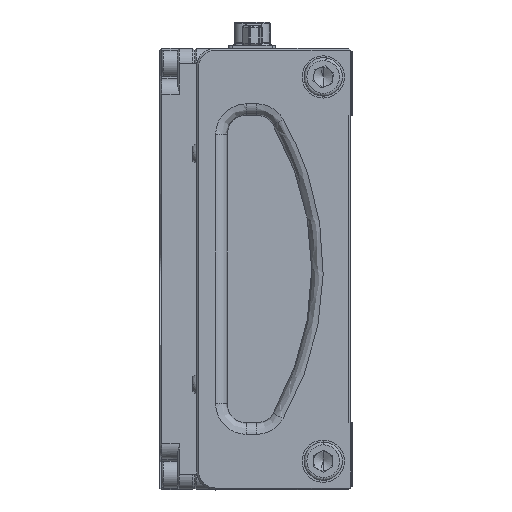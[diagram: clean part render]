
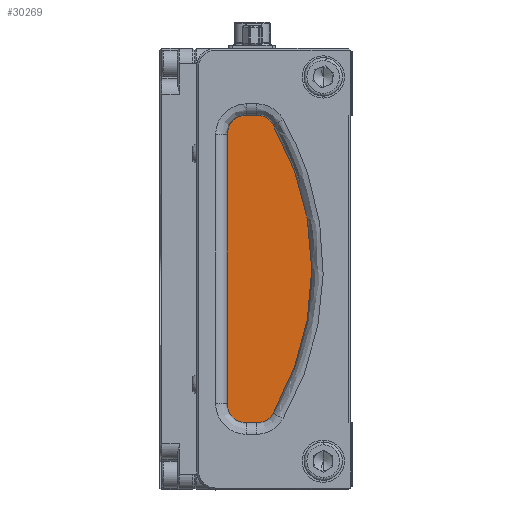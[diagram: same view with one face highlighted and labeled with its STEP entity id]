
A CAD part, left-side view. The second image highlights one B-rep face of the part: STEP entity #30269.
In plain terms, the highlighted planar face has unit normal (-1, 0, 0).
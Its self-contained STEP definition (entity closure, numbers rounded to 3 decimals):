
#95 = DIRECTION ( 'NONE',  ( 0., 0., -1. ) ) ;
#203 = ORIENTED_EDGE ( 'NONE', *, *, #57841, .T. ) ;
#588 = EDGE_CURVE ( 'NONE', #19887, #24499, #40006, .T. ) ;
#812 = CARTESIAN_POINT ( 'NONE',  ( -186.336, 24.878, -92.5 ) ) ;
#1120 = DIRECTION ( 'NONE',  ( 0., 0., 1. ) ) ;
#2943 = CIRCLE ( 'NONE', #30517, 5. ) ;
#4241 = EDGE_CURVE ( 'NONE', #26838, #37522, #44173, .T. ) ;
#4866 = CARTESIAN_POINT ( 'NONE',  ( -186.336, 24.878, -17.5 ) ) ;
#6179 = AXIS2_PLACEMENT_3D ( 'NONE', #33670, #57997, #76031 ) ;
#7367 = LINE ( 'NONE', #42315, #34485 ) ;
#11107 = ORIENTED_EDGE ( 'NONE', *, *, #17876, .T. ) ;
#11828 = AXIS2_PLACEMENT_3D ( 'NONE', #812, #25515, #54940 ) ;
#12648 = CARTESIAN_POINT ( 'NONE',  ( -186.336, 32.5, -92.5 ) ) ;
#13959 = CARTESIAN_POINT ( 'NONE',  ( -186.336, 24.878, -97.5 ) ) ;
#17876 = EDGE_CURVE ( 'NONE', #56719, #19158, #54024, .T. ) ;
#19158 = VERTEX_POINT ( 'NONE', #4866 ) ;
#19887 = VERTEX_POINT ( 'NONE', #24652 ) ;
#20064 = ORIENTED_EDGE ( 'NONE', *, *, #65236, .T. ) ;
#20597 = CIRCLE ( 'NONE', #64427, 75. ) ;
#23664 = LINE ( 'NONE', #12648, #26385 ) ;
#24292 = PLANE ( 'NONE',  #29592 ) ;
#24499 = VERTEX_POINT ( 'NONE', #29023 ) ;
#24652 = CARTESIAN_POINT ( 'NONE',  ( -186.336, 27.5, -17.5 ) ) ;
#24670 = DIRECTION ( 'NONE',  ( -1., 0., 0. ) ) ;
#25515 = DIRECTION ( 'NONE',  ( -1., 0., 0. ) ) ;
#26385 = VECTOR ( 'NONE', #95, 1000. ) ;
#26838 = VERTEX_POINT ( 'NONE', #67064 ) ;
#27756 = DIRECTION ( 'NONE',  ( -1., 0., 0. ) ) ;
#29023 = CARTESIAN_POINT ( 'NONE',  ( -186.336, 32.5, -22.5 ) ) ;
#29592 = AXIS2_PLACEMENT_3D ( 'NONE', #66644, #24670, #1120 ) ;
#30269 = ADVANCED_FACE ( 'NONE', ( #52555 ), #24292, .T. ) ;
#30517 = AXIS2_PLACEMENT_3D ( 'NONE', #41288, #59723, #43593 ) ;
#32173 = CARTESIAN_POINT ( 'NONE',  ( -186.336, 20.548, -20. ) ) ;
#33670 = CARTESIAN_POINT ( 'NONE',  ( -186.336, 27.5, -22.5 ) ) ;
#34086 = VERTEX_POINT ( 'NONE', #49537 ) ;
#34485 = VECTOR ( 'NONE', #73286, 1000. ) ;
#35442 = ORIENTED_EDGE ( 'NONE', *, *, #4241, .T. ) ;
#37522 = VERTEX_POINT ( 'NONE', #68085 ) ;
#40006 = CIRCLE ( 'NONE', #6179, 5. ) ;
#40298 = CARTESIAN_POINT ( 'NONE',  ( -186.336, 85.5, -57.5 ) ) ;
#41288 = CARTESIAN_POINT ( 'NONE',  ( -186.336, 27.5, -92.5 ) ) ;
#41865 = ORIENTED_EDGE ( 'NONE', *, *, #42769, .T. ) ;
#42315 = CARTESIAN_POINT ( 'NONE',  ( -186.336, 24.878, -17.5 ) ) ;
#42769 = EDGE_CURVE ( 'NONE', #46936, #26838, #2943, .T. ) ;
#43593 = DIRECTION ( 'NONE',  ( 0., 0., 1. ) ) ;
#44173 = LINE ( 'NONE', #13959, #67814 ) ;
#46936 = VERTEX_POINT ( 'NONE', #53848 ) ;
#48057 = ORIENTED_EDGE ( 'NONE', *, *, #57305, .T. ) ;
#49537 = CARTESIAN_POINT ( 'NONE',  ( -186.336, 20.548, -95. ) ) ;
#51662 = DIRECTION ( 'NONE',  ( 0., 0., 1. ) ) ;
#52555 = FACE_OUTER_BOUND ( 'NONE', #56633, .T. ) ;
#53848 = CARTESIAN_POINT ( 'NONE',  ( -186.336, 32.5, -92.5 ) ) ;
#54024 = CIRCLE ( 'NONE', #55307, 5. ) ;
#54940 = DIRECTION ( 'NONE',  ( 0., 0., 1. ) ) ;
#55307 = AXIS2_PLACEMENT_3D ( 'NONE', #74796, #68909, #73640 ) ;
#56633 = EDGE_LOOP ( 'NONE', ( #41865, #35442, #203, #48057, #11107, #73430, #74022, #20064 ) ) ;
#56719 = VERTEX_POINT ( 'NONE', #32173 ) ;
#57305 = EDGE_CURVE ( 'NONE', #34086, #56719, #20597, .T. ) ;
#57841 = EDGE_CURVE ( 'NONE', #37522, #34086, #61960, .T. ) ;
#57997 = DIRECTION ( 'NONE',  ( -1., 0., 0. ) ) ;
#58251 = EDGE_CURVE ( 'NONE', #19158, #19887, #7367, .T. ) ;
#59723 = DIRECTION ( 'NONE',  ( -1., 0., 0. ) ) ;
#61960 = CIRCLE ( 'NONE', #11828, 5. ) ;
#64427 = AXIS2_PLACEMENT_3D ( 'NONE', #40298, #27756, #51662 ) ;
#65236 = EDGE_CURVE ( 'NONE', #24499, #46936, #23664, .T. ) ;
#66644 = CARTESIAN_POINT ( 'NONE',  ( -186.336, 24.878, -92.5 ) ) ;
#67064 = CARTESIAN_POINT ( 'NONE',  ( -186.336, 27.5, -97.5 ) ) ;
#67814 = VECTOR ( 'NONE', #74384, 1000. ) ;
#68085 = CARTESIAN_POINT ( 'NONE',  ( -186.336, 24.878, -97.5 ) ) ;
#68909 = DIRECTION ( 'NONE',  ( -1., 0., 0. ) ) ;
#73286 = DIRECTION ( 'NONE',  ( 0., 1., 0. ) ) ;
#73430 = ORIENTED_EDGE ( 'NONE', *, *, #58251, .T. ) ;
#73640 = DIRECTION ( 'NONE',  ( 0., 0., 1. ) ) ;
#74022 = ORIENTED_EDGE ( 'NONE', *, *, #588, .T. ) ;
#74384 = DIRECTION ( 'NONE',  ( 0., -1., 0. ) ) ;
#74796 = CARTESIAN_POINT ( 'NONE',  ( -186.336, 24.878, -22.5 ) ) ;
#76031 = DIRECTION ( 'NONE',  ( 0., 0., 1. ) ) ;
